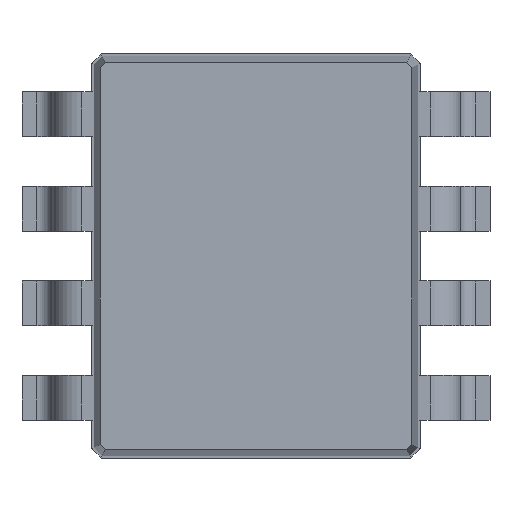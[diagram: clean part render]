
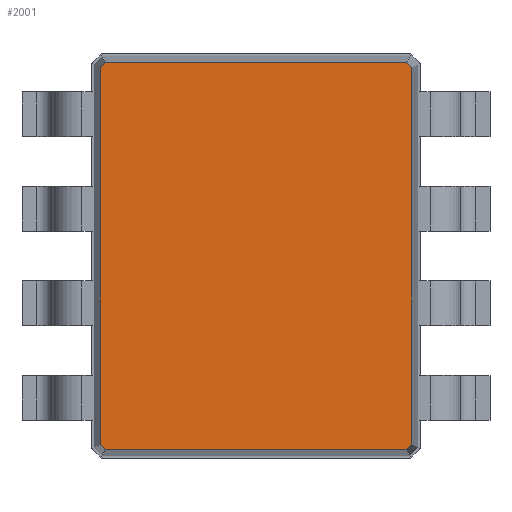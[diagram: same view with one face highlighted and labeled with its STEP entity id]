
A CAD part, top view. The second image highlights one B-rep face of the part: STEP entity #2001.
In plain terms, the highlighted planar face has unit normal (0, 0, 1).
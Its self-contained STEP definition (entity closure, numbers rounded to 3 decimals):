
#12=DIRECTION('',(0.,0.,1.));
#26=VECTOR('',#27,1.);
#27=DIRECTION('',(1.,0.,0.));
#50=VECTOR('',#51,1.);
#51=DIRECTION('',(0.707,-0.707,0.));
#57=VECTOR('',#58,1.);
#58=DIRECTION('',(0.,-1.,0.));
#64=VECTOR('',#65,1.);
#65=DIRECTION('',(-0.707,-0.707,0.));
#71=VECTOR('',#72,1.);
#72=DIRECTION('',(-1.,0.,0.));
#78=VECTOR('',#79,1.);
#79=DIRECTION('',(-0.707,0.707,0.));
#85=VECTOR('',#86,1.);
#86=DIRECTION('',(0.,1.,0.));
#90=VECTOR('',#91,1.);
#91=DIRECTION('',(0.707,0.707,0.));
#721=VERTEX_POINT('',#722);
#722=CARTESIAN_POINT('',(1.512,1.944,1.12));
#725=EDGE_CURVE('',#726,#721,#728,.T.);
#726=VERTEX_POINT('',#727);
#727=CARTESIAN_POINT('',(-1.512,1.944,1.12));
#728=LINE('',#727,#26);
#1993=VERTEX_POINT('',#1994);
#1994=CARTESIAN_POINT('',(1.564,1.892,1.12));
#1997=EDGE_CURVE('',#721,#1993,#1998,.T.);
#1998=LINE('',#722,#50);
#2001=ADVANCED_FACE('',(#2002),#2034,.T.);
#2002=FACE_BOUND('',#2003,.F.);
#2003=EDGE_LOOP('',(#2004,#2005,#2006,#2011,#2016,#2021,#2026,#2031));
#2004=ORIENTED_EDGE('',*,*,#725,.T.);
#2005=ORIENTED_EDGE('',*,*,#1997,.T.);
#2006=ORIENTED_EDGE('',*,*,#2007,.T.);
#2007=EDGE_CURVE('',#1993,#2008,#2010,.T.);
#2008=VERTEX_POINT('',#2009);
#2009=CARTESIAN_POINT('',(1.564,-1.892,1.12));
#2010=LINE('',#1994,#57);
#2011=ORIENTED_EDGE('',*,*,#2012,.T.);
#2012=EDGE_CURVE('',#2008,#2013,#2015,.T.);
#2013=VERTEX_POINT('',#2014);
#2014=CARTESIAN_POINT('',(1.512,-1.944,1.12));
#2015=LINE('',#2009,#64);
#2016=ORIENTED_EDGE('',*,*,#2017,.T.);
#2017=EDGE_CURVE('',#2013,#2018,#2020,.T.);
#2018=VERTEX_POINT('',#2019);
#2019=CARTESIAN_POINT('',(-1.512,-1.944,1.12));
#2020=LINE('',#2014,#71);
#2021=ORIENTED_EDGE('',*,*,#2022,.T.);
#2022=EDGE_CURVE('',#2018,#2023,#2025,.T.);
#2023=VERTEX_POINT('',#2024);
#2024=CARTESIAN_POINT('',(-1.564,-1.892,1.12));
#2025=LINE('',#2019,#78);
#2026=ORIENTED_EDGE('',*,*,#2027,.T.);
#2027=EDGE_CURVE('',#2023,#2028,#2030,.T.);
#2028=VERTEX_POINT('',#2029);
#2029=CARTESIAN_POINT('',(-1.564,1.892,1.12));
#2030=LINE('',#2024,#85);
#2031=ORIENTED_EDGE('',*,*,#2032,.T.);
#2032=EDGE_CURVE('',#2028,#726,#2033,.T.);
#2033=LINE('',#2029,#90);
#2034=PLANE('',#2035);
#2035=AXIS2_PLACEMENT_3D('',#727,#12,#2036);
#2036=DIRECTION('',(0.614,-0.789,0.));
